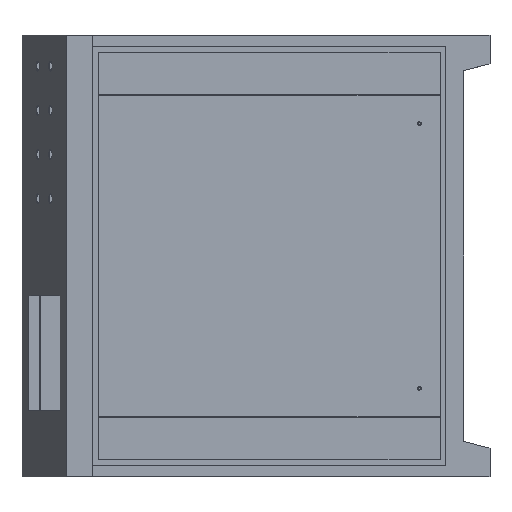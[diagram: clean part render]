
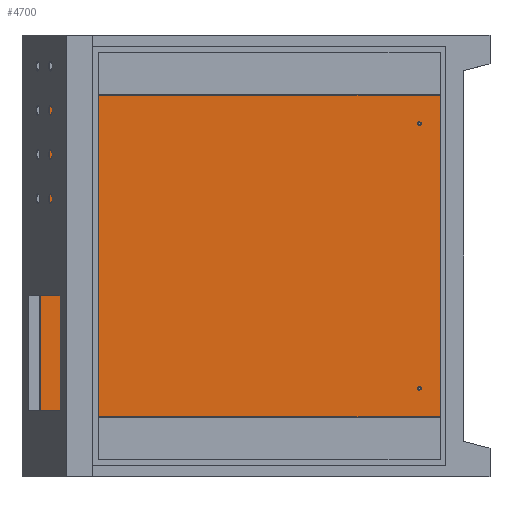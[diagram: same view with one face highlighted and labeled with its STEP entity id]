
A CAD part, left-side view. The second image highlights one B-rep face of the part: STEP entity #4700.
In plain terms, the highlighted planar face has unit normal (-1, 0, 0).
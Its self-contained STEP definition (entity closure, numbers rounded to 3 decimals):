
#31 = CIRCLE ( 'NONE', #447, 4. ) ;
#110 = CIRCLE ( 'NONE', #3024, 4. ) ;
#178 = ORIENTED_EDGE ( 'NONE', *, *, #3898, .T. ) ;
#203 = AXIS2_PLACEMENT_3D ( 'NONE', #3498, #3093, #2294 ) ;
#219 = CARTESIAN_POINT ( 'NONE',  ( 158., 960., -365. ) ) ;
#257 = DIRECTION ( 'NONE',  ( 1., 0., 0. ) ) ;
#358 = EDGE_CURVE ( 'NONE', #3410, #3444, #4411, .T. ) ;
#389 = CARTESIAN_POINT ( 'NONE',  ( 158., 100., -304. ) ) ;
#410 = LINE ( 'NONE', #2011, #2586 ) ;
#447 = AXIS2_PLACEMENT_3D ( 'NONE', #1971, #3103, #1996 ) ;
#486 = CARTESIAN_POINT ( 'NONE',  ( 158., 40., 365. ) ) ;
#510 = ORIENTED_EDGE ( 'NONE', *, *, #4853, .T. ) ;
#602 = VERTEX_POINT ( 'NONE', #3717 ) ;
#767 = DIRECTION ( 'NONE',  ( 0., 0., -1. ) ) ;
#805 = CARTESIAN_POINT ( 'NONE',  ( 158., 960., 365. ) ) ;
#825 = PLANE ( 'NONE',  #3430 ) ;
#848 = FACE_BOUND ( 'NONE', #4753, .T. ) ;
#997 = CARTESIAN_POINT ( 'NONE',  ( 158., 100., 304. ) ) ;
#1096 = CARTESIAN_POINT ( 'NONE',  ( 158., 100., 296. ) ) ;
#1141 = DIRECTION ( 'NONE',  ( 1., 0., 0. ) ) ;
#1153 = EDGE_CURVE ( 'NONE', #1363, #2319, #1524, .T. ) ;
#1174 = ORIENTED_EDGE ( 'NONE', *, *, #3269, .T. ) ;
#1316 = DIRECTION ( 'NONE',  ( 0., 0., -1. ) ) ;
#1363 = VERTEX_POINT ( 'NONE', #3300 ) ;
#1371 = AXIS2_PLACEMENT_3D ( 'NONE', #5159, #4021, #3194 ) ;
#1381 = ORIENTED_EDGE ( 'NONE', *, *, #4663, .T. ) ;
#1445 = EDGE_LOOP ( 'NONE', ( #4937, #3580 ) ) ;
#1512 = EDGE_LOOP ( 'NONE', ( #1174, #2139 ) ) ;
#1524 = CIRCLE ( 'NONE', #4462, 4. ) ;
#1572 = FACE_BOUND ( 'NONE', #1445, .T. ) ;
#1573 = VERTEX_POINT ( 'NONE', #997 ) ;
#1622 = DIRECTION ( 'NONE',  ( 0., -1., 0. ) ) ;
#1674 = FACE_OUTER_BOUND ( 'NONE', #3511, .T. ) ;
#1802 = EDGE_CURVE ( 'NONE', #1573, #5102, #4886, .T. ) ;
#1900 = DIRECTION ( 'NONE',  ( 0., 0., -1. ) ) ;
#1971 = CARTESIAN_POINT ( 'NONE',  ( 158., 900., 300. ) ) ;
#1996 = DIRECTION ( 'NONE',  ( 0., 0., -1. ) ) ;
#2011 = CARTESIAN_POINT ( 'NONE',  ( 158., 40., -365. ) ) ;
#2015 = CIRCLE ( 'NONE', #2255, 4. ) ;
#2032 = DIRECTION ( 'NONE',  ( 0., 0., -1. ) ) ;
#2033 = CARTESIAN_POINT ( 'NONE',  ( 158., 100., -296. ) ) ;
#2034 = DIRECTION ( 'NONE',  ( 1., 0., 0. ) ) ;
#2067 = EDGE_CURVE ( 'NONE', #3660, #2261, #31, .T. ) ;
#2115 = AXIS2_PLACEMENT_3D ( 'NONE', #3806, #257, #5019 ) ;
#2139 = ORIENTED_EDGE ( 'NONE', *, *, #2067, .T. ) ;
#2195 = AXIS2_PLACEMENT_3D ( 'NONE', #2460, #4936, #1316 ) ;
#2212 = EDGE_CURVE ( 'NONE', #3302, #3630, #2729, .T. ) ;
#2221 = EDGE_CURVE ( 'NONE', #2319, #1363, #110, .T. ) ;
#2255 = AXIS2_PLACEMENT_3D ( 'NONE', #4410, #2034, #2757 ) ;
#2261 = VERTEX_POINT ( 'NONE', #3608 ) ;
#2294 = DIRECTION ( 'NONE',  ( 0., 0., -1. ) ) ;
#2319 = VERTEX_POINT ( 'NONE', #2832 ) ;
#2339 = CARTESIAN_POINT ( 'NONE',  ( 158., 40., -365. ) ) ;
#2417 = DIRECTION ( 'NONE',  ( 1., 0., 0. ) ) ;
#2423 = ORIENTED_EDGE ( 'NONE', *, *, #4615, .T. ) ;
#2443 = FACE_BOUND ( 'NONE', #4491, .T. ) ;
#2458 = CIRCLE ( 'NONE', #203, 4. ) ;
#2460 = CARTESIAN_POINT ( 'NONE',  ( 158., 100., 300. ) ) ;
#2586 = VECTOR ( 'NONE', #1622, 1000. ) ;
#2592 = VECTOR ( 'NONE', #4504, 1000. ) ;
#2600 = CARTESIAN_POINT ( 'NONE',  ( 158., 40., -365. ) ) ;
#2729 = LINE ( 'NONE', #2339, #3206 ) ;
#2757 = DIRECTION ( 'NONE',  ( 0., 0., -1. ) ) ;
#2832 = CARTESIAN_POINT ( 'NONE',  ( 158., 900., -304. ) ) ;
#2855 = CARTESIAN_POINT ( 'NONE',  ( 158., 40., 365. ) ) ;
#2856 = LINE ( 'NONE', #486, #2592 ) ;
#3024 = AXIS2_PLACEMENT_3D ( 'NONE', #4822, #3582, #2032 ) ;
#3036 = CARTESIAN_POINT ( 'NONE',  ( 158., 900., 304. ) ) ;
#3093 = DIRECTION ( 'NONE',  ( 1., 0., 0. ) ) ;
#3103 = DIRECTION ( 'NONE',  ( 1., 0., 0. ) ) ;
#3194 = DIRECTION ( 'NONE',  ( 0., 0., -1. ) ) ;
#3206 = VECTOR ( 'NONE', #5192, 1000. ) ;
#3269 = EDGE_CURVE ( 'NONE', #2261, #3660, #2458, .T. ) ;
#3295 = VECTOR ( 'NONE', #1900, 1000. ) ;
#3300 = CARTESIAN_POINT ( 'NONE',  ( 158., 900., -296. ) ) ;
#3302 = VERTEX_POINT ( 'NONE', #2600 ) ;
#3317 = ORIENTED_EDGE ( 'NONE', *, *, #1802, .T. ) ;
#3410 = VERTEX_POINT ( 'NONE', #2033 ) ;
#3430 = AXIS2_PLACEMENT_3D ( 'NONE', #4057, #2417, #3949 ) ;
#3444 = VERTEX_POINT ( 'NONE', #389 ) ;
#3498 = CARTESIAN_POINT ( 'NONE',  ( 158., 900., 300. ) ) ;
#3511 = EDGE_LOOP ( 'NONE', ( #510, #4743, #1381, #4297 ) ) ;
#3580 = ORIENTED_EDGE ( 'NONE', *, *, #1153, .T. ) ;
#3582 = DIRECTION ( 'NONE',  ( 1., 0., 0. ) ) ;
#3608 = CARTESIAN_POINT ( 'NONE',  ( 158., 900., 296. ) ) ;
#3630 = VERTEX_POINT ( 'NONE', #2855 ) ;
#3660 = VERTEX_POINT ( 'NONE', #3036 ) ;
#3713 = EDGE_CURVE ( 'NONE', #4606, #602, #3890, .T. ) ;
#3717 = CARTESIAN_POINT ( 'NONE',  ( 158., 960., -365. ) ) ;
#3806 = CARTESIAN_POINT ( 'NONE',  ( 158., 100., -300. ) ) ;
#3890 = LINE ( 'NONE', #219, #3295 ) ;
#3898 = EDGE_CURVE ( 'NONE', #5102, #1573, #4895, .T. ) ;
#3949 = DIRECTION ( 'NONE',  ( 0., 0., -1. ) ) ;
#4021 = DIRECTION ( 'NONE',  ( 1., 0., 0. ) ) ;
#4057 = CARTESIAN_POINT ( 'NONE',  ( 158., 0., 0. ) ) ;
#4297 = ORIENTED_EDGE ( 'NONE', *, *, #2212, .T. ) ;
#4410 = CARTESIAN_POINT ( 'NONE',  ( 158., 100., -300. ) ) ;
#4411 = CIRCLE ( 'NONE', #2115, 4. ) ;
#4462 = AXIS2_PLACEMENT_3D ( 'NONE', #4740, #1141, #767 ) ;
#4473 = ORIENTED_EDGE ( 'NONE', *, *, #358, .T. ) ;
#4491 = EDGE_LOOP ( 'NONE', ( #178, #3317 ) ) ;
#4504 = DIRECTION ( 'NONE',  ( 0., 1., 0. ) ) ;
#4606 = VERTEX_POINT ( 'NONE', #805 ) ;
#4615 = EDGE_CURVE ( 'NONE', #3444, #3410, #2015, .T. ) ;
#4663 = EDGE_CURVE ( 'NONE', #602, #3302, #410, .T. ) ;
#4700 = ADVANCED_FACE ( 'NONE', ( #848, #2443, #4825, #1572, #1674 ), #825, .F. ) ;
#4740 = CARTESIAN_POINT ( 'NONE',  ( 158., 900., -300. ) ) ;
#4743 = ORIENTED_EDGE ( 'NONE', *, *, #3713, .T. ) ;
#4753 = EDGE_LOOP ( 'NONE', ( #2423, #4473 ) ) ;
#4822 = CARTESIAN_POINT ( 'NONE',  ( 158., 900., -300. ) ) ;
#4825 = FACE_BOUND ( 'NONE', #1512, .T. ) ;
#4853 = EDGE_CURVE ( 'NONE', #3630, #4606, #2856, .T. ) ;
#4886 = CIRCLE ( 'NONE', #2195, 4. ) ;
#4895 = CIRCLE ( 'NONE', #1371, 4. ) ;
#4936 = DIRECTION ( 'NONE',  ( 1., 0., 0. ) ) ;
#4937 = ORIENTED_EDGE ( 'NONE', *, *, #2221, .T. ) ;
#5019 = DIRECTION ( 'NONE',  ( 0., 0., -1. ) ) ;
#5102 = VERTEX_POINT ( 'NONE', #1096 ) ;
#5159 = CARTESIAN_POINT ( 'NONE',  ( 158., 100., 300. ) ) ;
#5192 = DIRECTION ( 'NONE',  ( 0., 0., 1. ) ) ;
